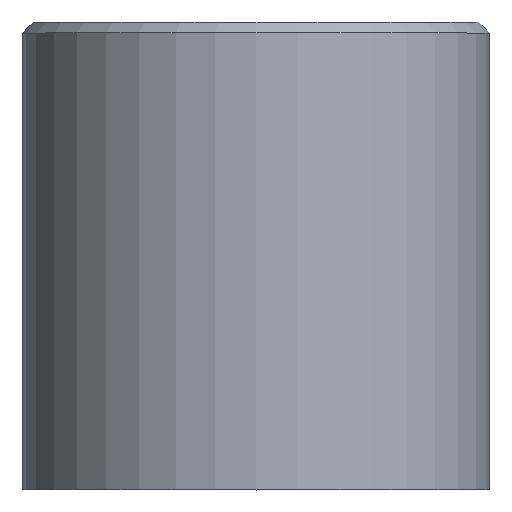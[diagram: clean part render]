
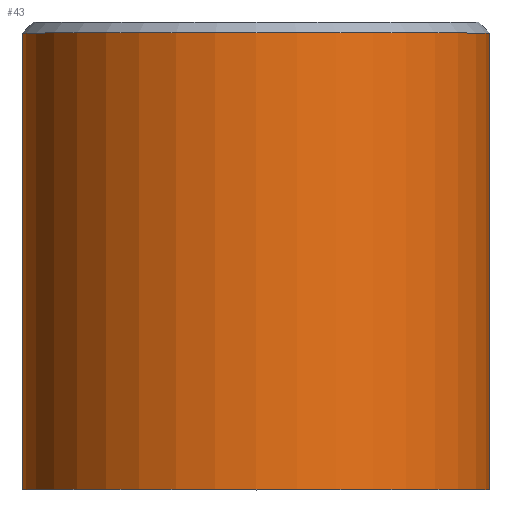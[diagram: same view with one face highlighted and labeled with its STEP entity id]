
A CAD part, top view. The second image highlights one B-rep face of the part: STEP entity #43.
In plain terms, the highlighted cylindrical face has radius 6.5 mm (diameter 13 mm), a full revolution.
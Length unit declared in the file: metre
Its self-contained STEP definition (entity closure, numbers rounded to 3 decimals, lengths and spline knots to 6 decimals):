
#15=ORIENTED_EDGE('',*,*,#21,.T.);
#16=ORIENTED_EDGE('',*,*,#22,.T.);
#21=EDGE_CURVE('',#24,#24,#27,.F.);
#22=EDGE_CURVE('',#25,#25,#28,.T.);
#24=VERTEX_POINT('',#86);
#25=VERTEX_POINT('',#88);
#27=CIRCLE('',#61,0.0065);
#28=CIRCLE('',#62,0.0065);
#30=EDGE_LOOP('',(#15));
#31=EDGE_LOOP('',(#16));
#36=FACE_BOUND('',#30,.T.);
#37=FACE_BOUND('',#31,.T.);
#42=CYLINDRICAL_SURFACE('',#60,0.0065);
#43=ADVANCED_FACE('',(#36,#37),#42,.T.);
#60=AXIS2_PLACEMENT_3D('',#84,#69,#70);
#61=AXIS2_PLACEMENT_3D('',#85,#71,#72);
#62=AXIS2_PLACEMENT_3D('',#87,#73,#74);
#69=DIRECTION('',(0.,-1.,0.));
#70=DIRECTION('',(-1.,0.,0.));
#71=DIRECTION('',(0.,1.,0.));
#72=DIRECTION('',(1.,0.,0.));
#73=DIRECTION('',(0.,1.,0.));
#74=DIRECTION('',(1.,0.,0.));
#84=CARTESIAN_POINT('',(0.,0.013,0.));
#85=CARTESIAN_POINT('',(0.,0.0127,0.));
#86=CARTESIAN_POINT('',(0.0065,0.0127,0.));
#87=CARTESIAN_POINT('',(0.,0.,0.));
#88=CARTESIAN_POINT('',(0.0065,0.,0.));
